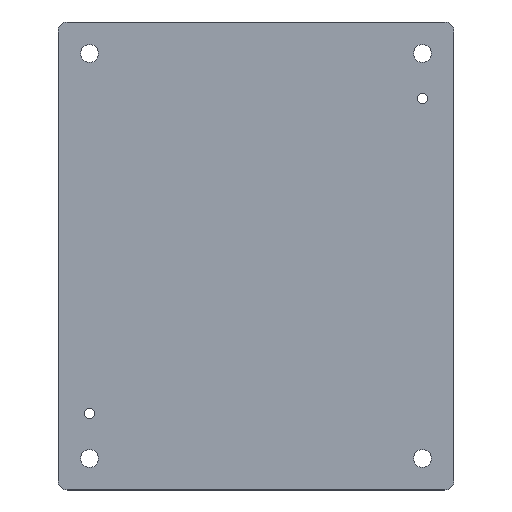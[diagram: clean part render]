
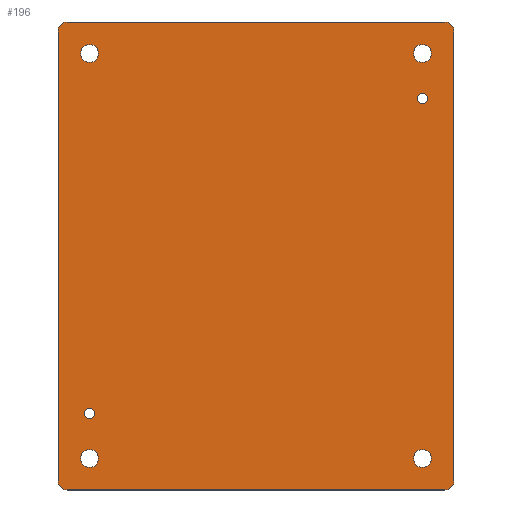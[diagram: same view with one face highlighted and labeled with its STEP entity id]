
A CAD part, top view. The second image highlights one B-rep face of the part: STEP entity #196.
In plain terms, the highlighted planar face has unit normal (0, 0, 1).
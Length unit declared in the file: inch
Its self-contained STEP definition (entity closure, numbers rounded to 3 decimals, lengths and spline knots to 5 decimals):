
#3 = ORIENTED_EDGE ( 'NONE', *, *, #461, .T. ) ;
#4 = CIRCLE ( 'NONE', #330, 0.25 ) ;
#6 = CARTESIAN_POINT ( 'NONE',  ( 5.5, 0., 0. ) ) ;
#9 = ORIENTED_EDGE ( 'NONE', *, *, #419, .T. ) ;
#12 = EDGE_CURVE ( 'NONE', #311, #125, #347, .T. ) ;
#18 = CARTESIAN_POINT ( 'NONE',  ( 5.25, 6.5, 0. ) ) ;
#22 = CIRCLE ( 'NONE', #263, 0.25 ) ;
#27 = EDGE_LOOP ( 'NONE', ( #90 ) ) ;
#32 = VERTEX_POINT ( 'NONE', #391 ) ;
#39 = EDGE_CURVE ( 'NONE', #86, #480, #492, .T. ) ;
#43 = CARTESIAN_POINT ( 'NONE',  ( 5.25, -6.5, 0. ) ) ;
#44 = VERTEX_POINT ( 'NONE', #43 ) ;
#50 = ORIENTED_EDGE ( 'NONE', *, *, #423, .T. ) ;
#67 = CARTESIAN_POINT ( 'NONE',  ( 4.625, 4.375, 0. ) ) ;
#75 = FACE_BOUND ( 'NONE', #127, .T. ) ;
#78 = FACE_BOUND ( 'NONE', #400, .T. ) ;
#79 = EDGE_CURVE ( 'NONE', #268, #311, #457, .T. ) ;
#80 = CARTESIAN_POINT ( 'NONE',  ( 0., 6.5, 0. ) ) ;
#81 = CIRCLE ( 'NONE', #458, 0.25 ) ;
#86 = VERTEX_POINT ( 'NONE', #527 ) ;
#88 = DIRECTION ( 'NONE',  ( 0., 1., 0. ) ) ;
#90 = ORIENTED_EDGE ( 'NONE', *, *, #240, .T. ) ;
#99 = DIRECTION ( 'NONE',  ( 1., 0., 0. ) ) ;
#100 = EDGE_LOOP ( 'NONE', ( #532 ) ) ;
#106 = EDGE_CURVE ( 'NONE', #210, #210, #4, .T. ) ;
#110 = DIRECTION ( 'NONE',  ( 1., 0., 0. ) ) ;
#114 = AXIS2_PLACEMENT_3D ( 'NONE', #178, #298, #207 ) ;
#116 = CARTESIAN_POINT ( 'NONE',  ( 4.875, -5.625, 0. ) ) ;
#118 = FACE_BOUND ( 'NONE', #358, .T. ) ;
#119 = CARTESIAN_POINT ( 'NONE',  ( 5.25, 6.25, 0. ) ) ;
#125 = VERTEX_POINT ( 'NONE', #250 ) ;
#127 = EDGE_LOOP ( 'NONE', ( #236 ) ) ;
#132 = VECTOR ( 'NONE', #431, 39.37008 ) ;
#133 = ORIENTED_EDGE ( 'NONE', *, *, #39, .T. ) ;
#136 = EDGE_CURVE ( 'NONE', #566, #566, #498, .T. ) ;
#137 = CARTESIAN_POINT ( 'NONE',  ( -4.625, -5.625, 0. ) ) ;
#143 = VECTOR ( 'NONE', #88, 39.37008 ) ;
#144 = CIRCLE ( 'NONE', #114, 0.25 ) ;
#146 = CARTESIAN_POINT ( 'NONE',  ( 5.25, -6.25, 0. ) ) ;
#148 = VERTEX_POINT ( 'NONE', #18 ) ;
#150 = FACE_BOUND ( 'NONE', #100, .T. ) ;
#155 = ORIENTED_EDGE ( 'NONE', *, *, #556, .T. ) ;
#158 = CARTESIAN_POINT ( 'NONE',  ( -4.375, -5.625, 0. ) ) ;
#168 = DIRECTION ( 'NONE',  ( 1., 0., 0. ) ) ;
#169 = CARTESIAN_POINT ( 'NONE',  ( -5.25, -6.25, 0. ) ) ;
#172 = VERTEX_POINT ( 'NONE', #158 ) ;
#173 = ORIENTED_EDGE ( 'NONE', *, *, #365, .T. ) ;
#178 = CARTESIAN_POINT ( 'NONE',  ( -4.625, 5.625, 0. ) ) ;
#182 = CIRCLE ( 'NONE', #403, 0.25 ) ;
#192 = DIRECTION ( 'NONE',  ( 0., 0., 1. ) ) ;
#196 = ADVANCED_FACE ( 'NONE', ( #78, #75, #118, #418, #286, #150, #568 ), #333, .T. ) ;
#202 = CARTESIAN_POINT ( 'NONE',  ( 4.875, 5.625, 0. ) ) ;
#207 = DIRECTION ( 'NONE',  ( 1., 0., 0. ) ) ;
#208 = DIRECTION ( 'NONE',  ( 1., 0., 0. ) ) ;
#210 = VERTEX_POINT ( 'NONE', #202 ) ;
#213 = DIRECTION ( 'NONE',  ( 1., 0., 0. ) ) ;
#215 = DIRECTION ( 'NONE',  ( 1., 0., 0. ) ) ;
#230 = DIRECTION ( 'NONE',  ( 1., 0., 0. ) ) ;
#231 = AXIS2_PLACEMENT_3D ( 'NONE', #137, #553, #230 ) ;
#232 = CIRCLE ( 'NONE', #231, 0.25 ) ;
#236 = ORIENTED_EDGE ( 'NONE', *, *, #136, .T. ) ;
#240 = EDGE_CURVE ( 'NONE', #32, #32, #144, .T. ) ;
#242 = VECTOR ( 'NONE', #543, 39.37008 ) ;
#246 = CARTESIAN_POINT ( 'NONE',  ( 0., 0., 0. ) ) ;
#250 = CARTESIAN_POINT ( 'NONE',  ( -5.5, -6.25, 0. ) ) ;
#255 = EDGE_CURVE ( 'NONE', #148, #268, #355, .T. ) ;
#263 = AXIS2_PLACEMENT_3D ( 'NONE', #146, #192, #504 ) ;
#268 = VERTEX_POINT ( 'NONE', #434 ) ;
#275 = DIRECTION ( 'NONE',  ( 0., 0., -1. ) ) ;
#277 = CARTESIAN_POINT ( 'NONE',  ( -4.625, -4.375, 0. ) ) ;
#283 = CARTESIAN_POINT ( 'NONE',  ( 4.625, 5.625, 0. ) ) ;
#285 = DIRECTION ( 'NONE',  ( 0., 0., -1. ) ) ;
#286 = FACE_BOUND ( 'NONE', #27, .T. ) ;
#287 = EDGE_LOOP ( 'NONE', ( #380, #173, #9, #469, #133, #155, #440, #554 ) ) ;
#289 = AXIS2_PLACEMENT_3D ( 'NONE', #119, #432, #208 ) ;
#298 = DIRECTION ( 'NONE',  ( 0., 0., -1. ) ) ;
#300 = ORIENTED_EDGE ( 'NONE', *, *, #106, .T. ) ;
#306 = CARTESIAN_POINT ( 'NONE',  ( -5.5, 0., 0. ) ) ;
#311 = VERTEX_POINT ( 'NONE', #388 ) ;
#321 = CIRCLE ( 'NONE', #466, 0.14065 ) ;
#328 = DIRECTION ( 'NONE',  ( 1., 0., 0. ) ) ;
#330 = AXIS2_PLACEMENT_3D ( 'NONE', #283, #415, #328 ) ;
#333 = PLANE ( 'NONE',  #371 ) ;
#347 = LINE ( 'NONE', #306, #549 ) ;
#355 = LINE ( 'NONE', #80, #132 ) ;
#358 = EDGE_LOOP ( 'NONE', ( #3 ) ) ;
#365 = EDGE_CURVE ( 'NONE', #125, #483, #81, .T. ) ;
#371 = AXIS2_PLACEMENT_3D ( 'NONE', #246, #508, #422 ) ;
#380 = ORIENTED_EDGE ( 'NONE', *, *, #12, .T. ) ;
#381 = DIRECTION ( 'NONE',  ( 0., 0., -1. ) ) ;
#384 = CARTESIAN_POINT ( 'NONE',  ( 4.7655, 4.375, 0. ) ) ;
#387 = CARTESIAN_POINT ( 'NONE',  ( 4.625, -5.625, 0. ) ) ;
#388 = CARTESIAN_POINT ( 'NONE',  ( -5.5, 6.25, 0. ) ) ;
#391 = CARTESIAN_POINT ( 'NONE',  ( -4.375, 5.625, 0. ) ) ;
#400 = EDGE_LOOP ( 'NONE', ( #50 ) ) ;
#402 = LINE ( 'NONE', #454, #242 ) ;
#403 = AXIS2_PLACEMENT_3D ( 'NONE', #387, #381, #168 ) ;
#415 = DIRECTION ( 'NONE',  ( 0., 0., -1. ) ) ;
#418 = FACE_BOUND ( 'NONE', #433, .T. ) ;
#419 = EDGE_CURVE ( 'NONE', #483, #44, #402, .T. ) ;
#422 = DIRECTION ( 'NONE',  ( 1., 0., 0. ) ) ;
#423 = EDGE_CURVE ( 'NONE', #172, #172, #232, .T. ) ;
#431 = DIRECTION ( 'NONE',  ( -1., 0., 0. ) ) ;
#432 = DIRECTION ( 'NONE',  ( 0., 0., 1. ) ) ;
#433 = EDGE_LOOP ( 'NONE', ( #300 ) ) ;
#434 = CARTESIAN_POINT ( 'NONE',  ( -5.25, 6.5, 0. ) ) ;
#440 = ORIENTED_EDGE ( 'NONE', *, *, #255, .T. ) ;
#444 = CARTESIAN_POINT ( 'NONE',  ( -4.48435, -4.375, 0. ) ) ;
#452 = CARTESIAN_POINT ( 'NONE',  ( 5.5, 6.25, 0. ) ) ;
#454 = CARTESIAN_POINT ( 'NONE',  ( 0., -6.5, 0. ) ) ;
#457 = CIRCLE ( 'NONE', #535, 0.25 ) ;
#458 = AXIS2_PLACEMENT_3D ( 'NONE', #169, #478, #213 ) ;
#461 = EDGE_CURVE ( 'NONE', #526, #526, #321, .T. ) ;
#465 = AXIS2_PLACEMENT_3D ( 'NONE', #67, #285, #110 ) ;
#466 = AXIS2_PLACEMENT_3D ( 'NONE', #277, #275, #99 ) ;
#469 = ORIENTED_EDGE ( 'NONE', *, *, #496, .T. ) ;
#475 = VERTEX_POINT ( 'NONE', #116 ) ;
#476 = CARTESIAN_POINT ( 'NONE',  ( -5.25, 6.25, 0. ) ) ;
#477 = CIRCLE ( 'NONE', #289, 0.25 ) ;
#478 = DIRECTION ( 'NONE',  ( 0., 0., 1. ) ) ;
#479 = DIRECTION ( 'NONE',  ( 0., 0., 1. ) ) ;
#480 = VERTEX_POINT ( 'NONE', #452 ) ;
#483 = VERTEX_POINT ( 'NONE', #497 ) ;
#487 = DIRECTION ( 'NONE',  ( 0., -1., 0. ) ) ;
#492 = LINE ( 'NONE', #6, #143 ) ;
#496 = EDGE_CURVE ( 'NONE', #44, #86, #22, .T. ) ;
#497 = CARTESIAN_POINT ( 'NONE',  ( -5.25, -6.5, 0. ) ) ;
#498 = CIRCLE ( 'NONE', #465, 0.1405 ) ;
#504 = DIRECTION ( 'NONE',  ( 1., 0., 0. ) ) ;
#508 = DIRECTION ( 'NONE',  ( 0., 0., 1. ) ) ;
#526 = VERTEX_POINT ( 'NONE', #444 ) ;
#527 = CARTESIAN_POINT ( 'NONE',  ( 5.5, -6.25, 0. ) ) ;
#532 = ORIENTED_EDGE ( 'NONE', *, *, #538, .T. ) ;
#535 = AXIS2_PLACEMENT_3D ( 'NONE', #476, #479, #215 ) ;
#538 = EDGE_CURVE ( 'NONE', #475, #475, #182, .T. ) ;
#543 = DIRECTION ( 'NONE',  ( 1., 0., 0. ) ) ;
#549 = VECTOR ( 'NONE', #487, 39.37008 ) ;
#553 = DIRECTION ( 'NONE',  ( 0., 0., -1. ) ) ;
#554 = ORIENTED_EDGE ( 'NONE', *, *, #79, .T. ) ;
#556 = EDGE_CURVE ( 'NONE', #480, #148, #477, .T. ) ;
#566 = VERTEX_POINT ( 'NONE', #384 ) ;
#568 = FACE_OUTER_BOUND ( 'NONE', #287, .T. ) ;
